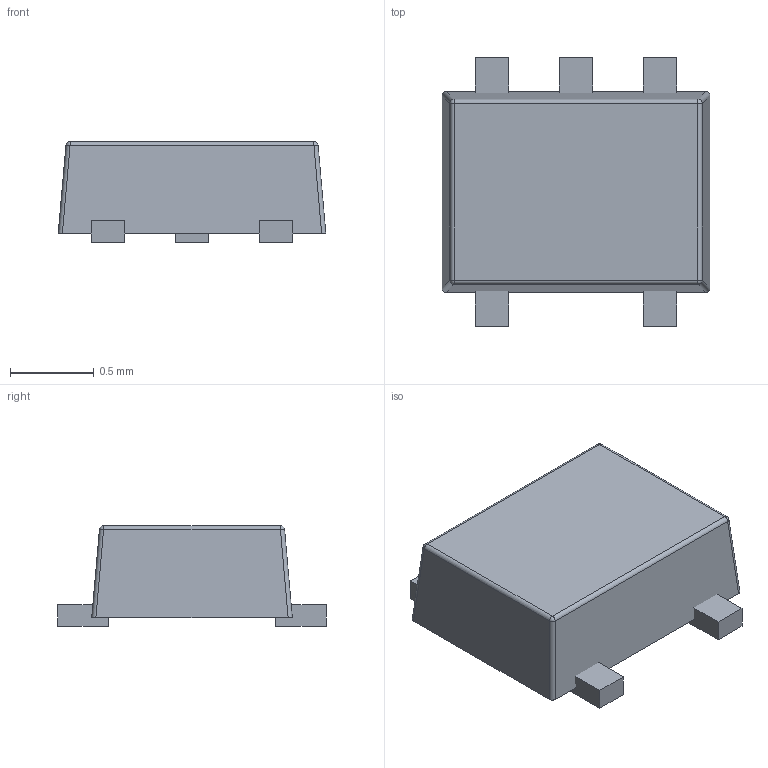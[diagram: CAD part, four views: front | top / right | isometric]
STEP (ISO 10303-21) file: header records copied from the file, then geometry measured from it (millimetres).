
FILE_DESCRIPTION(/* description */ (''),/* implementation_level */ '2;1');
FILE_NAME(/* name */ 'SOT-23-5-TI-DRL v2.step',/* time_stamp */ '2017-08-15T10:44:07-04:00',/* author */ (''),/* organization */ (''),/* preprocessor_version */ 'ST-DEVELOPER v16.13',/* originating_system */ 'Autodesk Translation Framework v6.1.1.50',/* authorisation */ '');
FILE_SCHEMA (('AUTOMOTIVE_DESIGN { 1 0 10303 214 3 1 1 }'));
Length unit declared in the file: millimetre
Products named in the file (2): SOT-23-5-TI-DRL v3; Component1
Assembly tree (1 placements, depth 2):
  SOT-23-5-TI-DRL v3
    Component1
Bounding box: 1.6 x 1.6 x 0.6 mm (x, y, z)
Volume: 1 mm3; surface area: 7.7 mm2
Topology: 6 solids, 6 shells, 48 faces, 96 edges, 60 vertices
Faces by surface type: plane 36, cylinder 8, sphere 4
Entity records: 1273 total; most frequent: DIRECTION 214, CARTESIAN_POINT 207, ORIENTED_EDGE 192, EDGE_CURVE 96, LINE 80, VECTOR 80, AXIS2_PLACEMENT_3D 67, VERTEX_POINT 60
